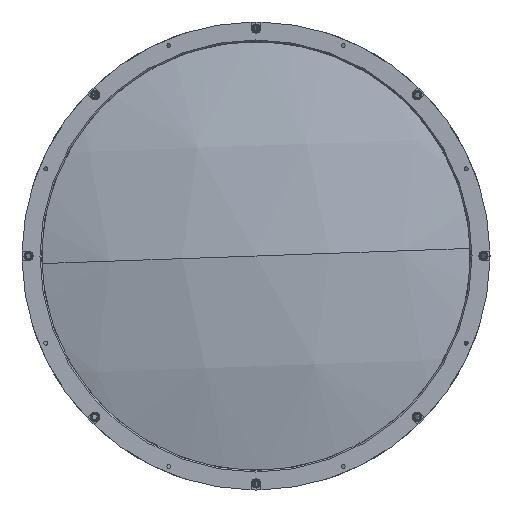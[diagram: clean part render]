
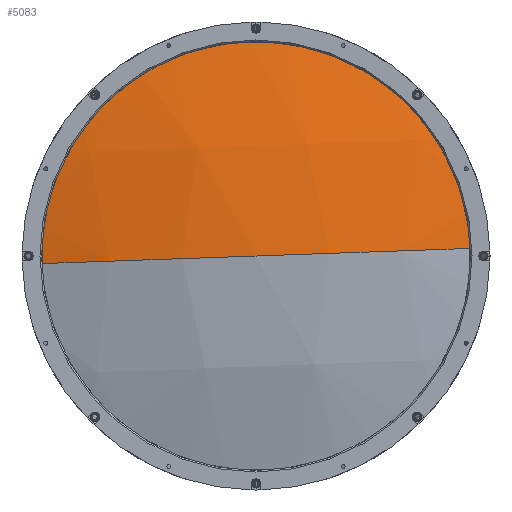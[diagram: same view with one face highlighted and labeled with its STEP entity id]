
A CAD part, left-side view. The second image highlights one B-rep face of the part: STEP entity #5083.
In plain terms, the highlighted spherical face has radius 510.4 mm.
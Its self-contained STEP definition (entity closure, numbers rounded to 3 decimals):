
#89 = CARTESIAN_POINT ( 'NONE',  ( -2.993, 0., 0. ) ) ;
#572 = AXIS2_PLACEMENT_3D ( 'NONE', #10738, #10366, #5580 ) ;
#642 = CIRCLE ( 'NONE', #8912, 510.4 ) ;
#1621 = DIRECTION ( 'NONE',  ( 0., -0.999, 0.035 ) ) ;
#2030 = FACE_OUTER_BOUND ( 'NONE', #14783, .T. ) ;
#2245 = CIRCLE ( 'NONE', #572, 510.4 ) ;
#2905 = ORIENTED_EDGE ( 'NONE', *, *, #12805, .T. ) ;
#3099 = ORIENTED_EDGE ( 'NONE', *, *, #4847, .F. ) ;
#4531 = ORIENTED_EDGE ( 'NONE', *, *, #4591, .T. ) ;
#4591 = EDGE_CURVE ( 'NONE', #14396, #5724, #2245, .T. ) ;
#4847 = EDGE_CURVE ( 'NONE', #14779, #5724, #642, .T. ) ;
#5035 = CARTESIAN_POINT ( 'NONE',  ( 16.583, 139.912, -4.961 ) ) ;
#5083 = ADVANCED_FACE ( 'NONE', ( #2030 ), #8332, .T. ) ;
#5128 = CARTESIAN_POINT ( 'NONE',  ( 16.583, -139.912, 4.961 ) ) ;
#5326 = DIRECTION ( 'NONE',  ( 0., 0.035, 0.999 ) ) ;
#5580 = DIRECTION ( 'NONE',  ( 0., -0.999, 0.035 ) ) ;
#5724 = VERTEX_POINT ( 'NONE', #89 ) ;
#7447 = DIRECTION ( 'NONE',  ( -1., 0., 0. ) ) ;
#7571 = DIRECTION ( 'NONE',  ( 0., 0.999, -0.035 ) ) ;
#7868 = CARTESIAN_POINT ( 'NONE',  ( 507.407, 0., 0. ) ) ;
#8332 = SPHERICAL_SURFACE ( 'NONE', #14827, 510.4 ) ;
#8912 = AXIS2_PLACEMENT_3D ( 'NONE', #11257, #15820, #7571 ) ;
#10366 = DIRECTION ( 'NONE',  ( 0., 0.035, 0.999 ) ) ;
#10738 = CARTESIAN_POINT ( 'NONE',  ( 507.407, 0., 0. ) ) ;
#11257 = CARTESIAN_POINT ( 'NONE',  ( 507.407, 0., 0. ) ) ;
#12506 = CIRCLE ( 'NONE', #13544, 140. ) ;
#12805 = EDGE_CURVE ( 'NONE', #14779, #14396, #12506, .T. ) ;
#13544 = AXIS2_PLACEMENT_3D ( 'NONE', #14566, #7447, #16223 ) ;
#14396 = VERTEX_POINT ( 'NONE', #5035 ) ;
#14566 = CARTESIAN_POINT ( 'NONE',  ( 16.583, 0., 0. ) ) ;
#14779 = VERTEX_POINT ( 'NONE', #5128 ) ;
#14783 = EDGE_LOOP ( 'NONE', ( #2905, #4531, #3099 ) ) ;
#14827 = AXIS2_PLACEMENT_3D ( 'NONE', #7868, #5326, #1621 ) ;
#15820 = DIRECTION ( 'NONE',  ( 0., -0.035, -0.999 ) ) ;
#16223 = DIRECTION ( 'NONE',  ( 0., 0.035, 0.999 ) ) ;
